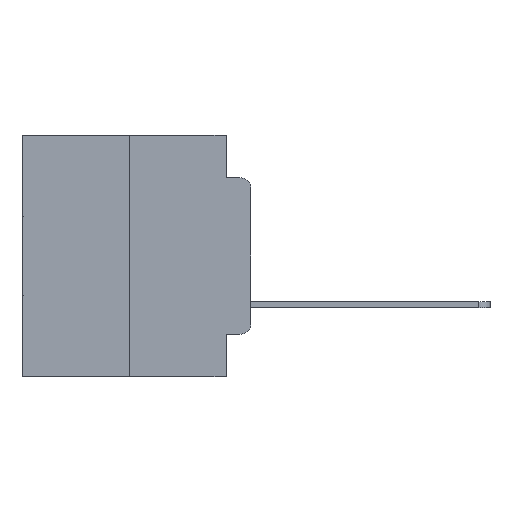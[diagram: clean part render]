
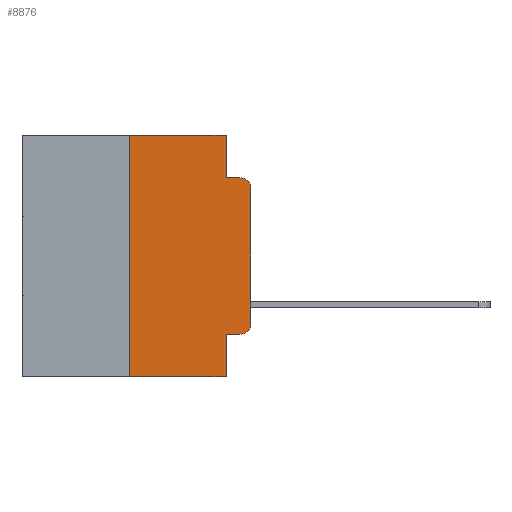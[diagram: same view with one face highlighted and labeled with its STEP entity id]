
A CAD part, left-side view. The second image highlights one B-rep face of the part: STEP entity #8876.
In plain terms, the highlighted planar face has unit normal (-1, 0, 0).
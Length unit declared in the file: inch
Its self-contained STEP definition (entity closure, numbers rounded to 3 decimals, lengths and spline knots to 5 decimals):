
#876 = DIRECTION ( 'NONE',  ( 0., 0., -1. ) ) ;
#1663 = PLANE ( 'NONE',  #2181 ) ;
#2099 = EDGE_LOOP ( 'NONE', ( #25550, #12965, #29389, #13341, #26967, #23123, #19180, #5348, #14758, #18405 ) ) ;
#2181 = AXIS2_PLACEMENT_3D ( 'NONE', #20770, #6597, #23070 ) ;
#2734 = VECTOR ( 'NONE', #23943, 39.37008 ) ;
#3163 = CARTESIAN_POINT ( 'NONE',  ( 0., 0.051, 0. ) ) ;
#3852 = AXIS2_PLACEMENT_3D ( 'NONE', #29011, #15406, #876 ) ;
#4195 = EDGE_CURVE ( 'NONE', #23562, #5502, #17006, .T. ) ;
#4880 = VECTOR ( 'NONE', #9894, 39.37008 ) ;
#5066 = DIRECTION ( 'NONE',  ( 0., 0., 1. ) ) ;
#5292 = LINE ( 'NONE', #3163, #17239 ) ;
#5348 = ORIENTED_EDGE ( 'NONE', *, *, #6831, .F. ) ;
#5438 = VERTEX_POINT ( 'NONE', #7076 ) ;
#5502 = VERTEX_POINT ( 'NONE', #21529 ) ;
#6023 = CARTESIAN_POINT ( 'NONE',  ( 0., 0., -0.3915 ) ) ;
#6597 = DIRECTION ( 'NONE',  ( 1., 0., 0. ) ) ;
#6831 = EDGE_CURVE ( 'NONE', #27193, #15394, #5292, .T. ) ;
#7076 = CARTESIAN_POINT ( 'NONE',  ( 0., 0.02, -0.0885 ) ) ;
#8072 = DIRECTION ( 'NONE',  ( 0., 0., -1. ) ) ;
#8787 = CARTESIAN_POINT ( 'NONE',  ( 0., 0.051, -0.4115 ) ) ;
#8876 = ADVANCED_FACE ( 'NONE', ( #15921 ), #1663, .F. ) ;
#9806 = DIRECTION ( 'NONE',  ( -1., 0., 0. ) ) ;
#9894 = DIRECTION ( 'NONE',  ( 0., -1., 0. ) ) ;
#10299 = VERTEX_POINT ( 'NONE', #15898 ) ;
#10989 = VECTOR ( 'NONE', #22812, 39.37008 ) ;
#11345 = EDGE_CURVE ( 'NONE', #10299, #5438, #29615, .T. ) ;
#12699 = VERTEX_POINT ( 'NONE', #28776 ) ;
#12866 = CARTESIAN_POINT ( 'NONE',  ( 0., 0.051, -0.5 ) ) ;
#12872 = LINE ( 'NONE', #17379, #23008 ) ;
#12965 = ORIENTED_EDGE ( 'NONE', *, *, #27306, .T. ) ;
#13341 = ORIENTED_EDGE ( 'NONE', *, *, #19166, .F. ) ;
#14066 = CARTESIAN_POINT ( 'NONE',  ( 0., 0., -0.1085 ) ) ;
#14758 = ORIENTED_EDGE ( 'NONE', *, *, #19369, .T. ) ;
#14772 = VERTEX_POINT ( 'NONE', #19119 ) ;
#15264 = CARTESIAN_POINT ( 'NONE',  ( 0., 0.473, -0.5 ) ) ;
#15394 = VERTEX_POINT ( 'NONE', #12866 ) ;
#15406 = DIRECTION ( 'NONE',  ( -1., 0., 0. ) ) ;
#15718 = VERTEX_POINT ( 'NONE', #14066 ) ;
#15898 = CARTESIAN_POINT ( 'NONE',  ( 0., 0.051, -0.0885 ) ) ;
#15921 = FACE_OUTER_BOUND ( 'NONE', #2099, .T. ) ;
#16978 = CARTESIAN_POINT ( 'NONE',  ( 0., 0., 0. ) ) ;
#17006 = LINE ( 'NONE', #28332, #2734 ) ;
#17060 = CIRCLE ( 'NONE', #24654, 0.02 ) ;
#17239 = VECTOR ( 'NONE', #8072, 39.37008 ) ;
#17379 = CARTESIAN_POINT ( 'NONE',  ( 0., 0.051, 0. ) ) ;
#17520 = LINE ( 'NONE', #21515, #28847 ) ;
#17950 = LINE ( 'NONE', #8787, #10989 ) ;
#18358 = CIRCLE ( 'NONE', #3852, 0.02 ) ;
#18405 = ORIENTED_EDGE ( 'NONE', *, *, #23071, .T. ) ;
#19119 = CARTESIAN_POINT ( 'NONE',  ( 0., 0.02, -0.4115 ) ) ;
#19166 = EDGE_CURVE ( 'NONE', #12699, #10299, #12872, .T. ) ;
#19180 = ORIENTED_EDGE ( 'NONE', *, *, #27959, .T. ) ;
#19369 = EDGE_CURVE ( 'NONE', #27193, #14772, #17950, .T. ) ;
#20770 = CARTESIAN_POINT ( 'NONE',  ( 0., 0.473, 0. ) ) ;
#21361 = LINE ( 'NONE', #15264, #26652 ) ;
#21515 = CARTESIAN_POINT ( 'NONE',  ( 0., 0.473, 0. ) ) ;
#21529 = CARTESIAN_POINT ( 'NONE',  ( 0., 0.25, 0. ) ) ;
#21595 = VECTOR ( 'NONE', #5066, 39.37008 ) ;
#22812 = DIRECTION ( 'NONE',  ( 0., -1., 0. ) ) ;
#23008 = VECTOR ( 'NONE', #28671, 39.37008 ) ;
#23070 = DIRECTION ( 'NONE',  ( 0., 0., -1. ) ) ;
#23071 = EDGE_CURVE ( 'NONE', #14772, #28049, #18358, .T. ) ;
#23123 = ORIENTED_EDGE ( 'NONE', *, *, #4195, .F. ) ;
#23562 = VERTEX_POINT ( 'NONE', #24211 ) ;
#23751 = CARTESIAN_POINT ( 'NONE',  ( 0., 0.02, -0.1085 ) ) ;
#23823 = CARTESIAN_POINT ( 'NONE',  ( 0., 0.051, -0.0885 ) ) ;
#23943 = DIRECTION ( 'NONE',  ( 0., 0., 1. ) ) ;
#24211 = CARTESIAN_POINT ( 'NONE',  ( 0., 0.25, -0.5 ) ) ;
#24441 = LINE ( 'NONE', #16978, #21595 ) ;
#24654 = AXIS2_PLACEMENT_3D ( 'NONE', #23751, #9806, #26013 ) ;
#25550 = ORIENTED_EDGE ( 'NONE', *, *, #25798, .T. ) ;
#25794 = EDGE_CURVE ( 'NONE', #5502, #12699, #17520, .T. ) ;
#25798 = EDGE_CURVE ( 'NONE', #28049, #15718, #24441, .T. ) ;
#25971 = DIRECTION ( 'NONE',  ( 0., -1., 0. ) ) ;
#26013 = DIRECTION ( 'NONE',  ( 0., 0., -1. ) ) ;
#26652 = VECTOR ( 'NONE', #26744, 39.37008 ) ;
#26744 = DIRECTION ( 'NONE',  ( 0., -1., 0. ) ) ;
#26967 = ORIENTED_EDGE ( 'NONE', *, *, #25794, .F. ) ;
#27193 = VERTEX_POINT ( 'NONE', #27669 ) ;
#27306 = EDGE_CURVE ( 'NONE', #15718, #5438, #17060, .T. ) ;
#27669 = CARTESIAN_POINT ( 'NONE',  ( 0., 0.051, -0.4115 ) ) ;
#27959 = EDGE_CURVE ( 'NONE', #23562, #15394, #21361, .T. ) ;
#28049 = VERTEX_POINT ( 'NONE', #6023 ) ;
#28332 = CARTESIAN_POINT ( 'NONE',  ( 0., 0.25, 0. ) ) ;
#28671 = DIRECTION ( 'NONE',  ( 0., 0., -1. ) ) ;
#28776 = CARTESIAN_POINT ( 'NONE',  ( 0., 0.051, 0. ) ) ;
#28847 = VECTOR ( 'NONE', #25971, 39.37008 ) ;
#29011 = CARTESIAN_POINT ( 'NONE',  ( 0., 0.02, -0.3915 ) ) ;
#29389 = ORIENTED_EDGE ( 'NONE', *, *, #11345, .F. ) ;
#29615 = LINE ( 'NONE', #23823, #4880 ) ;
